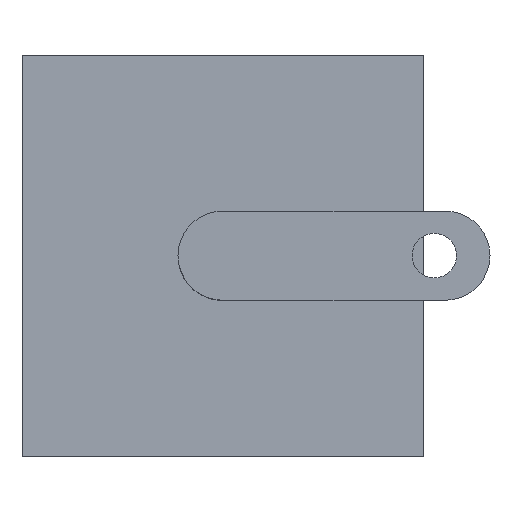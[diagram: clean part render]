
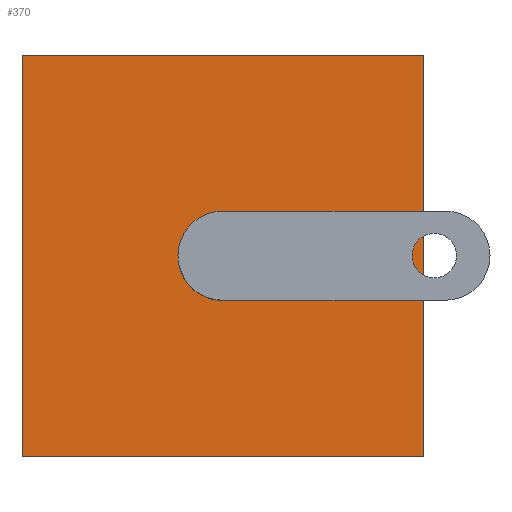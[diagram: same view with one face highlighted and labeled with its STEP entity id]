
A CAD part, top view. The second image highlights one B-rep face of the part: STEP entity #370.
In plain terms, the highlighted planar face has unit normal (0, 0, 1).
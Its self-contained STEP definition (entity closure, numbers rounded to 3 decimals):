
#11 = DIRECTION ( 'NONE',  ( 0., -1., 0. ) ) ;
#43 = FACE_OUTER_BOUND ( 'NONE', #389, .T. ) ;
#49 = LINE ( 'NONE', #258, #186 ) ;
#53 = VERTEX_POINT ( 'NONE', #222 ) ;
#56 = CARTESIAN_POINT ( 'NONE',  ( -90., 90., 5. ) ) ;
#78 = VERTEX_POINT ( 'NONE', #56 ) ;
#89 = PLANE ( 'NONE',  #106 ) ;
#106 = AXIS2_PLACEMENT_3D ( 'NONE', #117, #120, #434 ) ;
#113 = LINE ( 'NONE', #268, #305 ) ;
#117 = CARTESIAN_POINT ( 'NONE',  ( 0., 0., 5. ) ) ;
#120 = DIRECTION ( 'NONE',  ( 0., 0., -1. ) ) ;
#130 = DIRECTION ( 'NONE',  ( 0., -1., 0. ) ) ;
#140 = EDGE_CURVE ( 'NONE', #78, #53, #153, .T. ) ;
#144 = ORIENTED_EDGE ( 'NONE', *, *, #446, .F. ) ;
#146 = VECTOR ( 'NONE', #358, 1000. ) ;
#153 = LINE ( 'NONE', #228, #271 ) ;
#186 = VECTOR ( 'NONE', #483, 1000. ) ;
#196 = FACE_BOUND ( 'NONE', #465, .T. ) ;
#198 = DIRECTION ( 'NONE',  ( 0., 0., 1. ) ) ;
#204 = CIRCLE ( 'NONE', #229, 20. ) ;
#205 = CARTESIAN_POINT ( 'NONE',  ( 90., 90., 5. ) ) ;
#208 = CARTESIAN_POINT ( 'NONE',  ( 90., 90., 5. ) ) ;
#222 = CARTESIAN_POINT ( 'NONE',  ( -90., -90., 5. ) ) ;
#228 = CARTESIAN_POINT ( 'NONE',  ( -90., 90., 5. ) ) ;
#229 = AXIS2_PLACEMENT_3D ( 'NONE', #371, #296, #130 ) ;
#258 = CARTESIAN_POINT ( 'NONE',  ( -90., 90., 5. ) ) ;
#259 = ORIENTED_EDGE ( 'NONE', *, *, #275, .T. ) ;
#261 = VERTEX_POINT ( 'NONE', #383 ) ;
#268 = CARTESIAN_POINT ( 'NONE',  ( -90., -90., 5. ) ) ;
#271 = VECTOR ( 'NONE', #387, 1000. ) ;
#275 = EDGE_CURVE ( 'NONE', #53, #261, #113, .T. ) ;
#284 = VERTEX_POINT ( 'NONE', #208 ) ;
#286 = ORIENTED_EDGE ( 'NONE', *, *, #467, .F. ) ;
#287 = EDGE_CURVE ( 'NONE', #284, #261, #364, .T. ) ;
#296 = DIRECTION ( 'NONE',  ( 0., 0., 1. ) ) ;
#305 = VECTOR ( 'NONE', #429, 1000. ) ;
#333 = VERTEX_POINT ( 'NONE', #481 ) ;
#358 = DIRECTION ( 'NONE',  ( 0., -1., 0. ) ) ;
#364 = LINE ( 'NONE', #205, #146 ) ;
#370 = ADVANCED_FACE ( 'NONE', ( #196, #43 ), #89, .F. ) ;
#371 = CARTESIAN_POINT ( 'NONE',  ( 0., 0., 5. ) ) ;
#378 = ORIENTED_EDGE ( 'NONE', *, *, #287, .F. ) ;
#383 = CARTESIAN_POINT ( 'NONE',  ( 90., -90., 5. ) ) ;
#387 = DIRECTION ( 'NONE',  ( 0., -1., 0. ) ) ;
#389 = EDGE_LOOP ( 'NONE', ( #259, #378, #144, #482 ) ) ;
#401 = EDGE_CURVE ( 'NONE', #424, #333, #473, .T. ) ;
#402 = CARTESIAN_POINT ( 'NONE',  ( 0., 0., 5. ) ) ;
#424 = VERTEX_POINT ( 'NONE', #472 ) ;
#429 = DIRECTION ( 'NONE',  ( 1., 0., 0. ) ) ;
#434 = DIRECTION ( 'NONE',  ( 0., 1., 0. ) ) ;
#446 = EDGE_CURVE ( 'NONE', #78, #284, #49, .T. ) ;
#454 = AXIS2_PLACEMENT_3D ( 'NONE', #402, #198, #11 ) ;
#465 = EDGE_LOOP ( 'NONE', ( #286, #476 ) ) ;
#467 = EDGE_CURVE ( 'NONE', #333, #424, #204, .T. ) ;
#472 = CARTESIAN_POINT ( 'NONE',  ( 0., -20., 5. ) ) ;
#473 = CIRCLE ( 'NONE', #454, 20. ) ;
#476 = ORIENTED_EDGE ( 'NONE', *, *, #401, .F. ) ;
#481 = CARTESIAN_POINT ( 'NONE',  ( 0., 20., 5. ) ) ;
#482 = ORIENTED_EDGE ( 'NONE', *, *, #140, .T. ) ;
#483 = DIRECTION ( 'NONE',  ( 1., 0., 0. ) ) ;
